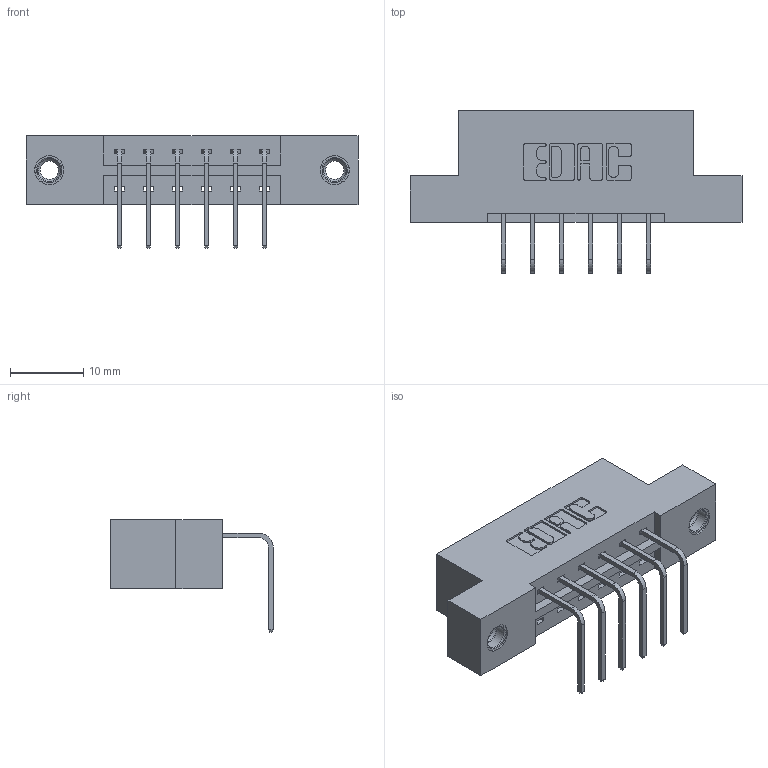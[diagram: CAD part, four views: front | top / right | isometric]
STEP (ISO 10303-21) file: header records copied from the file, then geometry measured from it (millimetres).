
FILE_DESCRIPTION (( 'STEP AP203' ), '1' );
FILE_NAME ('833-006-558-107.STEP', '2020-05-30T14:11:43', ( '' ), ( '' ), 'SwSTEP 2.0', 'SolidWorks 2020', '' );
FILE_SCHEMA (( 'CONFIG_CONTROL_DESIGN' ));
Length unit declared in the file: inch
Products named in the file (4): 345-250-001_345-250-005-103; 345-292-001_558 Tail - 2; 833 Part_Flush - .156 Dia - TI; 833-006-558-107
Assembly tree (9 placements, depth 2):
  833-006-558-107
    833 Part_Flush - .156 Dia - TI
    345-292-001_558 Tail - 2  x6
    345-250-001_345-250-005-103  x2
Bounding box: 45.31 x 22.17 x 15.37 mm (x, y, z)
Volume: 4256.7 mm3; surface area: 4530.1 mm2
Topology: 9 solids, 9 shells, 534 faces, 1539 edges, 1010 vertices
Faces by surface type: plane 366, cylinder 152, cone 12, torus 4
Entity records: 9594 total; most frequent: CARTESIAN_POINT 1643, ORIENTED_EDGE 1578, DIRECTION 1491, EDGE_CURVE 789, LINE 641, VECTOR 641, VERTEX_POINT 520, AXIS2_PLACEMENT_3D 425
